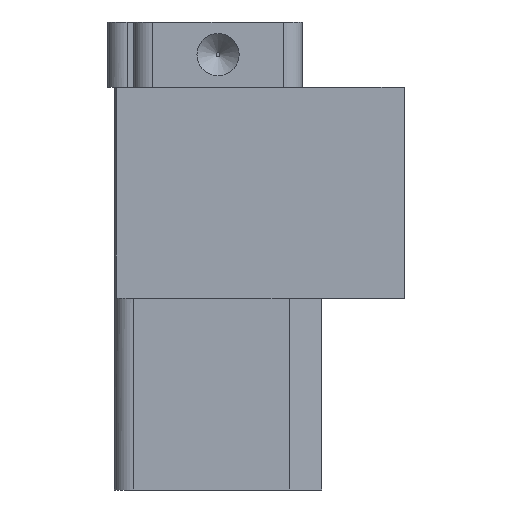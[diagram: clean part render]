
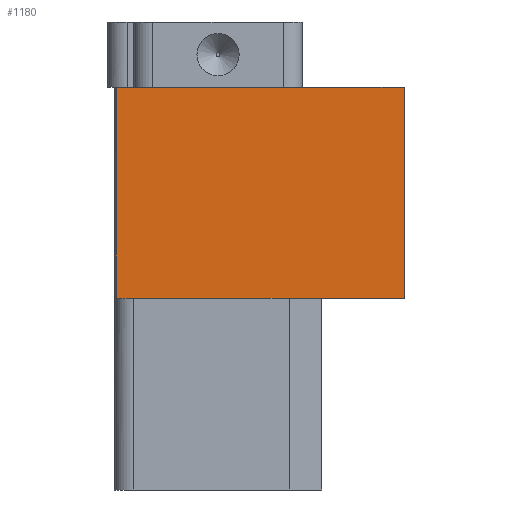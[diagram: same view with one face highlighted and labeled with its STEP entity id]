
A CAD part, left-side view. The second image highlights one B-rep face of the part: STEP entity #1180.
In plain terms, the highlighted planar face has unit normal (-1, 0, 0).
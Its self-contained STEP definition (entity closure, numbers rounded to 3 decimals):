
#86=PLANE('',#1300);
#145=FACE_OUTER_BOUND('',#217,.T.);
#217=EDGE_LOOP('',(#1041,#1042,#1043,#1044,#1045));
#265=LINE('',#1760,#387);
#287=LINE('',#1815,#409);
#290=LINE('',#1825,#412);
#301=LINE('',#1849,#423);
#342=LINE('',#2006,#464);
#387=VECTOR('',#1420,10.);
#409=VECTOR('',#1464,10.);
#412=VECTOR('',#1473,10.);
#423=VECTOR('',#1496,10.);
#464=VECTOR('',#1605,10.);
#546=VERTEX_POINT('',#1744);
#552=VERTEX_POINT('',#1758);
#573=VERTEX_POINT('',#1812);
#574=VERTEX_POINT('',#1814);
#578=VERTEX_POINT('',#1823);
#674=EDGE_CURVE('',#552,#546,#265,.F.);
#701=EDGE_CURVE('',#574,#573,#287,.T.);
#706=EDGE_CURVE('',#578,#573,#290,.F.);
#719=EDGE_CURVE('',#546,#578,#301,.T.);
#772=EDGE_CURVE('',#574,#552,#342,.F.);
#1041=ORIENTED_EDGE('',*,*,#706,.F.);
#1042=ORIENTED_EDGE('',*,*,#719,.F.);
#1043=ORIENTED_EDGE('',*,*,#674,.F.);
#1044=ORIENTED_EDGE('',*,*,#772,.F.);
#1045=ORIENTED_EDGE('',*,*,#701,.T.);
#1180=ADVANCED_FACE('',(#145),#86,.T.);
#1300=AXIS2_PLACEMENT_3D('',#2005,#1603,#1604);
#1420=DIRECTION('',(0.,-1.,0.));
#1464=DIRECTION('',(0.,1.,0.));
#1473=DIRECTION('',(0.,0.,-1.));
#1496=DIRECTION('',(0.,1.,0.));
#1603=DIRECTION('center_axis',(-1.,0.,0.));
#1604=DIRECTION('ref_axis',(0.,1.,0.));
#1605=DIRECTION('',(0.,0.,1.));
#1744=CARTESIAN_POINT('',(-2.406,-2.145,-5.5));
#1758=CARTESIAN_POINT('',(-2.406,-4.85,-5.5));
#1760=CARTESIAN_POINT('',(-2.406,-2.513,-5.5));
#1812=CARTESIAN_POINT('',(-2.406,2.655,0.));
#1814=CARTESIAN_POINT('',(-2.406,-4.85,0.));
#1815=CARTESIAN_POINT('',(-2.406,-2.513,0.));
#1823=CARTESIAN_POINT('',(-2.406,2.655,-5.5));
#1825=CARTESIAN_POINT('',(-2.406,2.655,-2.75));
#1849=CARTESIAN_POINT('',(-2.406,-2.125,-5.5));
#2005=CARTESIAN_POINT('Origin',(-2.406,-4.25,0.));
#2006=CARTESIAN_POINT('',(-2.406,-4.85,0.));
